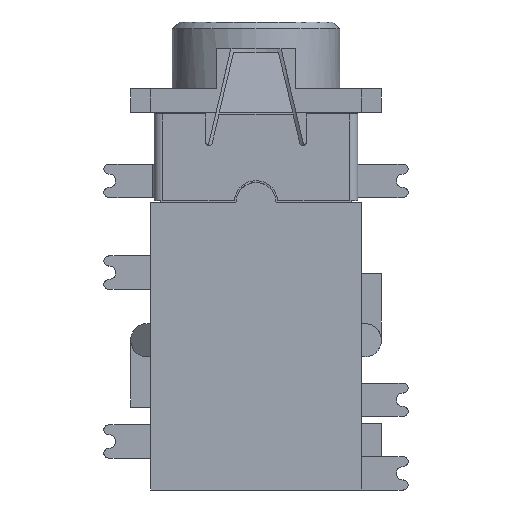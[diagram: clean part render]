
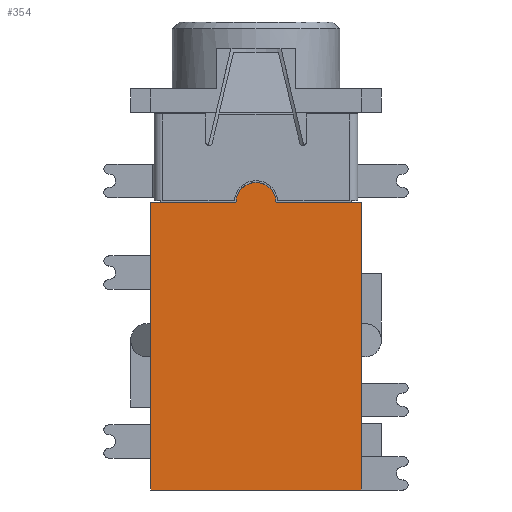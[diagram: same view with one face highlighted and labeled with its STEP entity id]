
A CAD part, front view. The second image highlights one B-rep face of the part: STEP entity #354.
In plain terms, the highlighted planar face has unit normal (0, -1, 0).
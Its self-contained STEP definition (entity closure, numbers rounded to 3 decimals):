
#32 = CARTESIAN_POINT ( 'NONE',  ( 3.75, -2.2, -12. ) ) ;
#87 = CARTESIAN_POINT ( 'NONE',  ( -0.6, -2.2, -3.4 ) ) ;
#109 = DIRECTION ( 'NONE',  ( 0., 1., 0. ) ) ;
#190 = LINE ( 'NONE', #411, #504 ) ;
#302 = EDGE_CURVE ( 'NONE', #4639, #1770, #2396, .T. ) ;
#354 = ADVANCED_FACE ( 'NONE', ( #2468 ), #2581, .F. ) ;
#411 = CARTESIAN_POINT ( 'NONE',  ( -3.15, -2.2, 0. ) ) ;
#416 = VERTEX_POINT ( 'NONE', #87 ) ;
#427 = ORIENTED_EDGE ( 'NONE', *, *, #4640, .T. ) ;
#440 = EDGE_CURVE ( 'NONE', #4639, #1488, #2334, .T. ) ;
#458 = DIRECTION ( 'NONE',  ( 0., 0., -1. ) ) ;
#463 = CARTESIAN_POINT ( 'NONE',  ( 3.15, -2.2, -3.4 ) ) ;
#504 = VECTOR ( 'NONE', #458, 1000. ) ;
#551 = CARTESIAN_POINT ( 'NONE',  ( 3.75, -2.2, 0. ) ) ;
#658 = DIRECTION ( 'NONE',  ( 0., 0., 1. ) ) ;
#686 = ORIENTED_EDGE ( 'NONE', *, *, #5143, .T. ) ;
#759 = EDGE_LOOP ( 'NONE', ( #686, #3693, #2157, #4383, #2625, #4926, #815, #3939, #1845, #427 ) ) ;
#783 = VECTOR ( 'NONE', #2395, 1000. ) ;
#815 = ORIENTED_EDGE ( 'NONE', *, *, #302, .F. ) ;
#855 = AXIS2_PLACEMENT_3D ( 'NONE', #5193, #3125, #658 ) ;
#1215 = CARTESIAN_POINT ( 'NONE',  ( 3.15, -2.2, -3.4 ) ) ;
#1229 = LINE ( 'NONE', #2937, #3300 ) ;
#1254 = CARTESIAN_POINT ( 'NONE',  ( 3.15, -2.2, -8.02 ) ) ;
#1257 = VERTEX_POINT ( 'NONE', #3182 ) ;
#1416 = CARTESIAN_POINT ( 'NONE',  ( 3.15, -2.2, -12. ) ) ;
#1417 = LINE ( 'NONE', #4691, #5158 ) ;
#1488 = VERTEX_POINT ( 'NONE', #1254 ) ;
#1633 = VECTOR ( 'NONE', #4628, 1000. ) ;
#1692 = VECTOR ( 'NONE', #3794, 1000. ) ;
#1708 = DIRECTION ( 'NONE',  ( 0., 0., -1. ) ) ;
#1770 = VERTEX_POINT ( 'NONE', #1813 ) ;
#1776 = CARTESIAN_POINT ( 'NONE',  ( -3.15, -2.2, -8.02 ) ) ;
#1813 = CARTESIAN_POINT ( 'NONE',  ( -3.15, -2.2, -12. ) ) ;
#1845 = ORIENTED_EDGE ( 'NONE', *, *, #3421, .T. ) ;
#1979 = VECTOR ( 'NONE', #4688, 1000. ) ;
#2034 = DIRECTION ( 'NONE',  ( -1., 0., 0. ) ) ;
#2130 = VERTEX_POINT ( 'NONE', #4610 ) ;
#2157 = ORIENTED_EDGE ( 'NONE', *, *, #2201, .T. ) ;
#2169 = CARTESIAN_POINT ( 'NONE',  ( 0.6, -2.2, -3.4 ) ) ;
#2201 = EDGE_CURVE ( 'NONE', #416, #1257, #2539, .T. ) ;
#2334 = LINE ( 'NONE', #4224, #1692 ) ;
#2395 = DIRECTION ( 'NONE',  ( -1., 0., 0. ) ) ;
#2396 = LINE ( 'NONE', #32, #3047 ) ;
#2404 = EDGE_CURVE ( 'NONE', #416, #2731, #4350, .T. ) ;
#2468 = FACE_OUTER_BOUND ( 'NONE', #759, .T. ) ;
#2539 = LINE ( 'NONE', #463, #1633 ) ;
#2581 = PLANE ( 'NONE',  #4974 ) ;
#2625 = ORIENTED_EDGE ( 'NONE', *, *, #4396, .F. ) ;
#2626 = LINE ( 'NONE', #3904, #1979 ) ;
#2731 = VERTEX_POINT ( 'NONE', #2169 ) ;
#2803 = DIRECTION ( 'NONE',  ( 0., 0., 1. ) ) ;
#2937 = CARTESIAN_POINT ( 'NONE',  ( -3.15, -2.2, 0. ) ) ;
#2965 = LINE ( 'NONE', #1215, #783 ) ;
#3047 = VECTOR ( 'NONE', #2034, 1000. ) ;
#3125 = DIRECTION ( 'NONE',  ( 0., 1., 0. ) ) ;
#3182 = CARTESIAN_POINT ( 'NONE',  ( -3.15, -2.2, -3.4 ) ) ;
#3300 = VECTOR ( 'NONE', #1708, 1000. ) ;
#3421 = EDGE_CURVE ( 'NONE', #1488, #2130, #5109, .T. ) ;
#3693 = ORIENTED_EDGE ( 'NONE', *, *, #2404, .F. ) ;
#3794 = DIRECTION ( 'NONE',  ( 0., 0., 1. ) ) ;
#3831 = DIRECTION ( 'NONE',  ( 0., 0., 1. ) ) ;
#3904 = CARTESIAN_POINT ( 'NONE',  ( 3.15, -2.2, 0. ) ) ;
#3939 = ORIENTED_EDGE ( 'NONE', *, *, #440, .T. ) ;
#4224 = CARTESIAN_POINT ( 'NONE',  ( 3.15, -2.2, 0. ) ) ;
#4277 = VECTOR ( 'NONE', #2803, 1000. ) ;
#4290 = EDGE_CURVE ( 'NONE', #1257, #4519, #1229, .T. ) ;
#4350 = CIRCLE ( 'NONE', #855, 0.6 ) ;
#4383 = ORIENTED_EDGE ( 'NONE', *, *, #4290, .T. ) ;
#4396 = EDGE_CURVE ( 'NONE', #5286, #4519, #1417, .T. ) ;
#4478 = CARTESIAN_POINT ( 'NONE',  ( 3.15, -2.2, -3.4 ) ) ;
#4519 = VERTEX_POINT ( 'NONE', #5192 ) ;
#4566 = EDGE_CURVE ( 'NONE', #5286, #1770, #190, .T. ) ;
#4610 = CARTESIAN_POINT ( 'NONE',  ( 3.15, -2.2, -7.02 ) ) ;
#4628 = DIRECTION ( 'NONE',  ( -1., 0., 0. ) ) ;
#4639 = VERTEX_POINT ( 'NONE', #1416 ) ;
#4640 = EDGE_CURVE ( 'NONE', #2130, #5140, #2626, .T. ) ;
#4655 = DIRECTION ( 'NONE',  ( 0., 0., 1. ) ) ;
#4688 = DIRECTION ( 'NONE',  ( 0., 0., 1. ) ) ;
#4691 = CARTESIAN_POINT ( 'NONE',  ( -3.15, -2.2, -12. ) ) ;
#4926 = ORIENTED_EDGE ( 'NONE', *, *, #4566, .T. ) ;
#4974 = AXIS2_PLACEMENT_3D ( 'NONE', #551, #109, #4655 ) ;
#5109 = LINE ( 'NONE', #5274, #4277 ) ;
#5140 = VERTEX_POINT ( 'NONE', #4478 ) ;
#5143 = EDGE_CURVE ( 'NONE', #5140, #2731, #2965, .T. ) ;
#5158 = VECTOR ( 'NONE', #3831, 1000. ) ;
#5192 = CARTESIAN_POINT ( 'NONE',  ( -3.15, -2.2, -7.02 ) ) ;
#5193 = CARTESIAN_POINT ( 'NONE',  ( 0., -2.2, -3.4 ) ) ;
#5274 = CARTESIAN_POINT ( 'NONE',  ( 3.15, -2.2, -12. ) ) ;
#5286 = VERTEX_POINT ( 'NONE', #1776 ) ;
